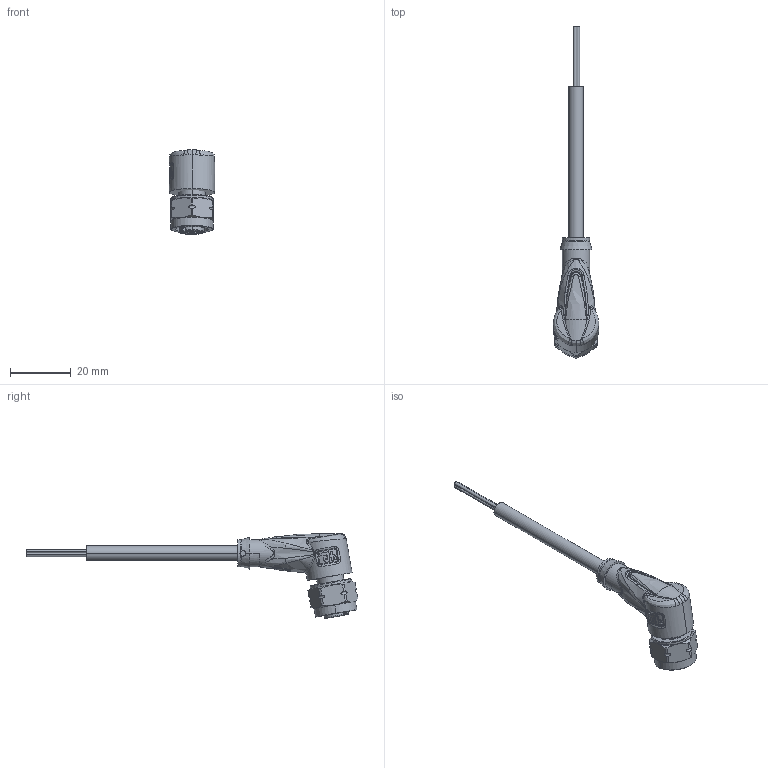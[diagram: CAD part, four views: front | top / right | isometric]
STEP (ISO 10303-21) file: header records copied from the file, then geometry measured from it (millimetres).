
FILE_DESCRIPTION(('STEP AP214'),'1');
FILE_NAME('cctmp_57028150-C500-40C8-ADBB-5352AA053CE2_2022_04_27_10_40_17_0907..stp','2022-04-27T08:40:22',('KiM GmbH'),('CADClick - www.CADClick.com'),'Spatial InterOp 3D postprocessed',' ','unknown authorization');
FILE_SCHEMA(('AUTOMOTIVE_DESIGN'));
Length unit declared in the file: millimetre
Products named in the file (8): T196688_1; Connection2; Cable; Connection1; Connection1_3; Connection1_2; Connection1_1; T196688
Assembly tree (7 placements, depth 4):
  T196688
    T196688_1
      Connection2
      Cable
      Connection1
        Connection1_3
        Connection1_2
        Connection1_1
Bounding box: 15 x 109.68 x 28.05 mm (x, y, z)
Volume: 7280.7 mm3; surface area: 5535.3 mm2
Topology: 10 solids, 12 shells, 843 faces, 2162 edges, 1370 vertices
Faces by surface type: plane 338, cylinder 249, bspline 130, cone 62, torus 60, sphere 4
Entity records: 43742 total; most frequent: CARTESIAN_POINT 21334, ORIENTED_EDGE 4302, DIRECTION 3822, EDGE_CURVE 2151, VERTEX_POINT 1370, AXIS2_PLACEMENT_3D 1362, LINE 1098, VECTOR 1098
